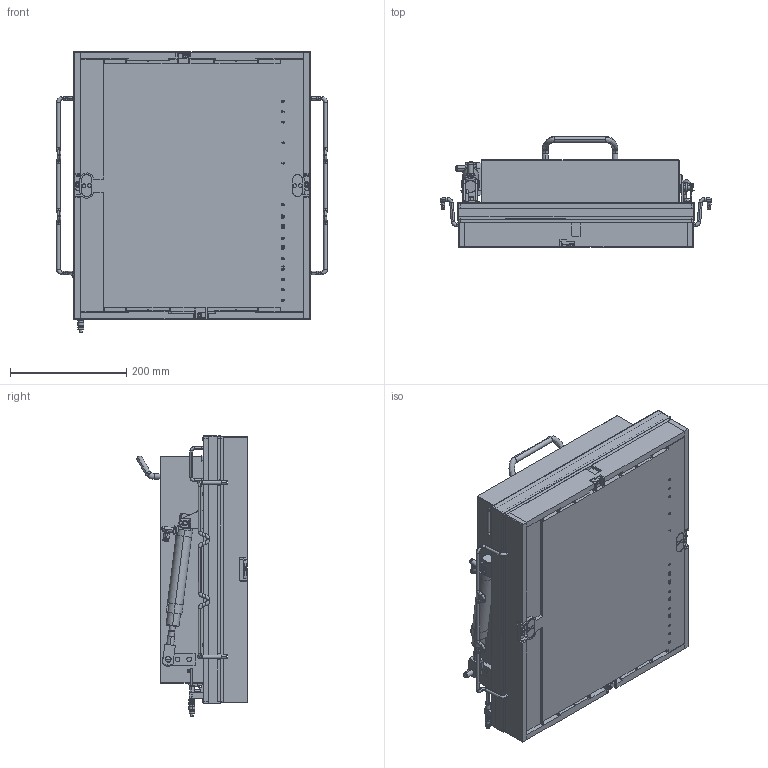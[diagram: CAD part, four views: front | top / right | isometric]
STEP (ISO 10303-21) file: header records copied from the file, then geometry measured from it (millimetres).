
FILE_DESCRIPTION (( 'STEP AP214' ), '1' );
FILE_NAME ('101746~0.STEP', '2019-07-03T11:06:20', ( '' ), ( '' ), 'SwSTEP 2.0', 'SolidWorks 2018', '' );
FILE_SCHEMA (( 'AUTOMOTIVE_DESIGN' ));
Length unit declared in the file: millimetre
Products named in the file (1): 101746~0
Bounding box: 464.8 x 189.55 x 481.85 mm (x, y, z)
Volume: 16357938 mm3; surface area: 2315943.5 mm2
Topology: 103 solids, 121 shells, 3803 faces, 9348 edges, 6044 vertices
Faces by surface type: plane 1784, cylinder 912, bspline 497, cone 400, torus 166, sphere 44
Entity records: 158404 total; most frequent: CARTESIAN_POINT 55966, ORIENTED_EDGE 18684, DIRECTION 17638, EDGE_CURVE 9342, AXIS2_PLACEMENT_3D 6222, VERTEX_POINT 6046, LINE 5194, VECTOR 5194
